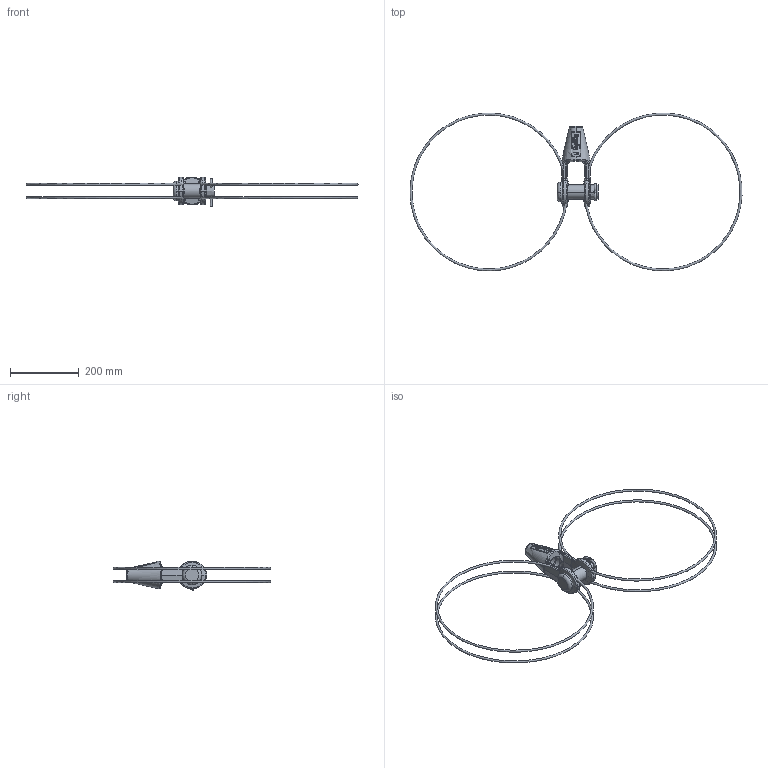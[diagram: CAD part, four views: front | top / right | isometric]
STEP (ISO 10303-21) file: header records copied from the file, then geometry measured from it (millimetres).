
FILE_DESCRIPTION((''),'2;1');
FILE_NAME('CROSBY_416_088_1039717-1039726','2011-08-31T',('Alan Doughty'),('The Crosby Group LLC'),'PRO/ENGINEER BY PARAMETRIC TECHNOLOGY CORPORATION, 2010230','PRO/ENGINEER BY PARAMETRIC TECHNOLOGY CORPORATION, 2010230','');
FILE_SCHEMA(('CONFIG_CONTROL_DESIGN'));
Length unit declared in the file: inch
Products named in the file (1): CROSBY_416_088_1039717-1039726
Bounding box: 964.35 x 458.68 x 87.06 mm (x, y, z)
Surface area: 221988 mm2 (no closed solid volume)
Topology: 0 solids, 0 shells, 355 faces, 1808 edges, 1795 vertices
Faces by surface type: bspline 336, torus 19
Entity records: 35928 total; most frequent: CARTESIAN_POINT 22663, DEFINITIONAL_REPRESENTATION 1782, PCURVE 1782, COMPOSITE_CURVE_SEGMENT 1782, DIRECTION 1565, B_SPLINE_CURVE_WITH_KNOTS 1371, TRIMMED_CURVE 1302, VECTOR 1077
